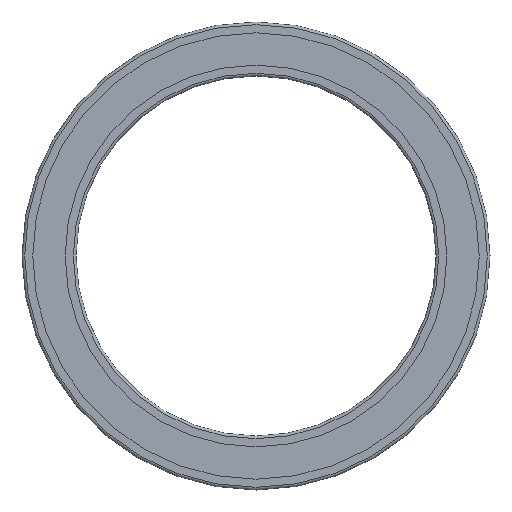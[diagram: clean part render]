
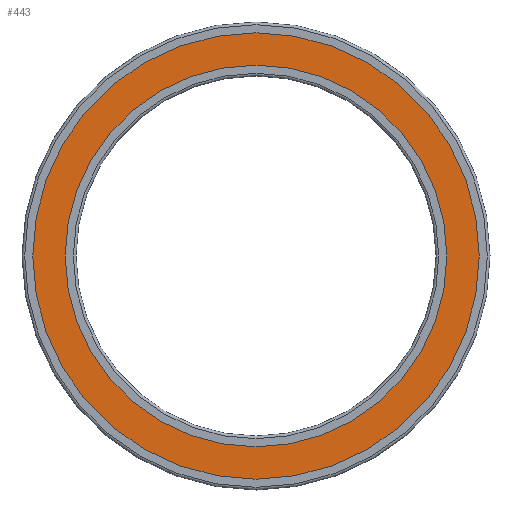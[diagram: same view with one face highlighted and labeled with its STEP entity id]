
A CAD part, left-side view. The second image highlights one B-rep face of the part: STEP entity #443.
In plain terms, the highlighted face is planar.
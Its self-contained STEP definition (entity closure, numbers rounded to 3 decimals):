
#170=ORIENTED_EDGE('',*,*,#205,.T.);
#171=ORIENTED_EDGE('',*,*,#204,.F.);
#204=EDGE_CURVE('',#237,#237,#269,.T.);
#205=EDGE_CURVE('',#238,#238,#270,.T.);
#237=VERTEX_POINT('',#862);
#238=VERTEX_POINT('',#865);
#269=CIRCLE('',#581,21.2);
#270=CIRCLE('',#583,24.8);
#331=EDGE_LOOP('',(#170));
#332=EDGE_LOOP('',(#171));
#396=FACE_BOUND('',#331,.T.);
#397=FACE_BOUND('',#332,.T.);
#411=PLANE('',#582);
#443=ADVANCED_FACE('',(#396,#397),#411,.T.);
#581=AXIS2_PLACEMENT_3D('',#861,#742,#743);
#582=AXIS2_PLACEMENT_3D('',#863,#744,#745);
#583=AXIS2_PLACEMENT_3D('',#864,#746,#747);
#742=DIRECTION('',(1.,0.,0.));
#743=DIRECTION('',(0.,0.,-1.));
#744=DIRECTION('',(1.,0.,0.));
#745=DIRECTION('',(0.,0.,-1.));
#746=DIRECTION('',(1.,0.,0.));
#747=DIRECTION('',(0.,0.,-1.));
#861=CARTESIAN_POINT('',(0.242,0.,0.));
#862=CARTESIAN_POINT('',(0.242,0.,-21.2));
#863=CARTESIAN_POINT('',(0.242,21.2,0.));
#864=CARTESIAN_POINT('',(0.242,0.,0.));
#865=CARTESIAN_POINT('',(0.242,0.,-24.8));
